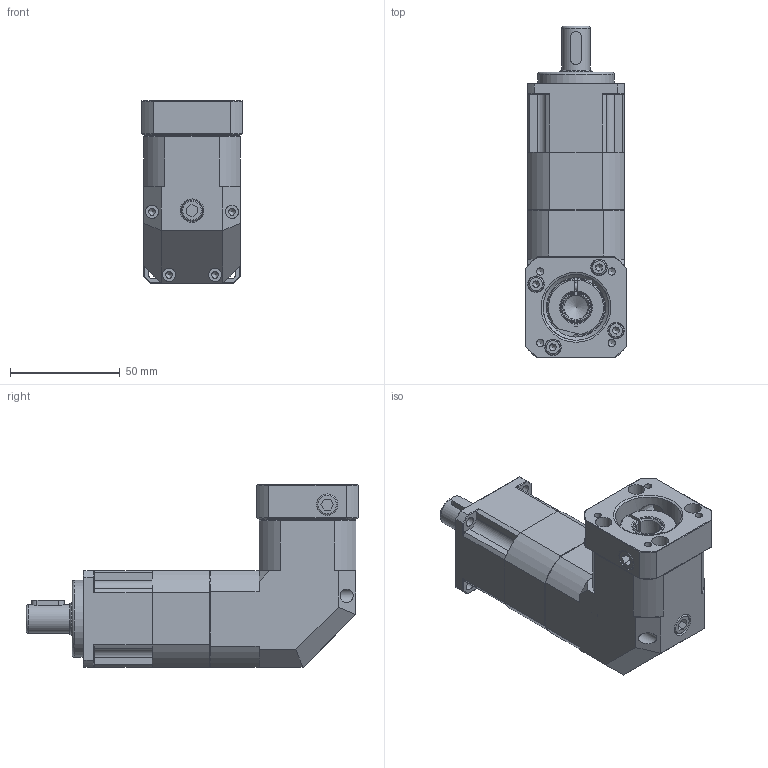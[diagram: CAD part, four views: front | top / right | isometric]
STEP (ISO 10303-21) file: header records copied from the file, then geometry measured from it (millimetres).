
FILE_DESCRIPTION((''),'2;1');
FILE_NAME('PBL44-H-2.stp','2012-06-04T15:00:43',('young'),(''),'Autodesk Inventor 2012','Autodesk Inventor 2012','');
FILE_SCHEMA(('AUTOMOTIVE_DESIGN { 1 0 10303 214 1 1 1 1 }'));
Length unit declared in the file: millimetre
Products named in the file (1): PBL44-H-2
Bounding box: 46 x 151 x 83 mm (x, y, z)
Volume: 207687.9 mm3; surface area: 73831.1 mm2
Topology: 22 solids, 22 shells, 672 faces, 1675 edges, 1091 vertices
Faces by surface type: plane 370, cylinder 148, cone 107, bspline 30, torus 17
Full cylindrical faces by diameter (mm): 2.5 x8, 3 x1, 3.3 x13, 3.5 x5, 4 x13, 4.5 x8, 5.5 x1, 6 x4, 7 x8, 7.5 x4, 9.5 x3, 11 x2, 11.2 x1, 13 x1, 14.2 x1, 14.8 x2, 15 x2, 22 x3, 25 x3, 27 x1, 28 x1, 29 x1, 30 x2, 32 x4, 34 x1, 35 x1, 37 x1
Entity records: 33612 total; most frequent: CARTESIAN_POINT 18789, DIRECTION 2938, ORIENTED_EDGE 2898, EDGE_CURVE 1449, AXIS2_PLACEMENT_3D 1124, VERTEX_POINT 1037, EDGE_LOOP 942, VECTOR 690
